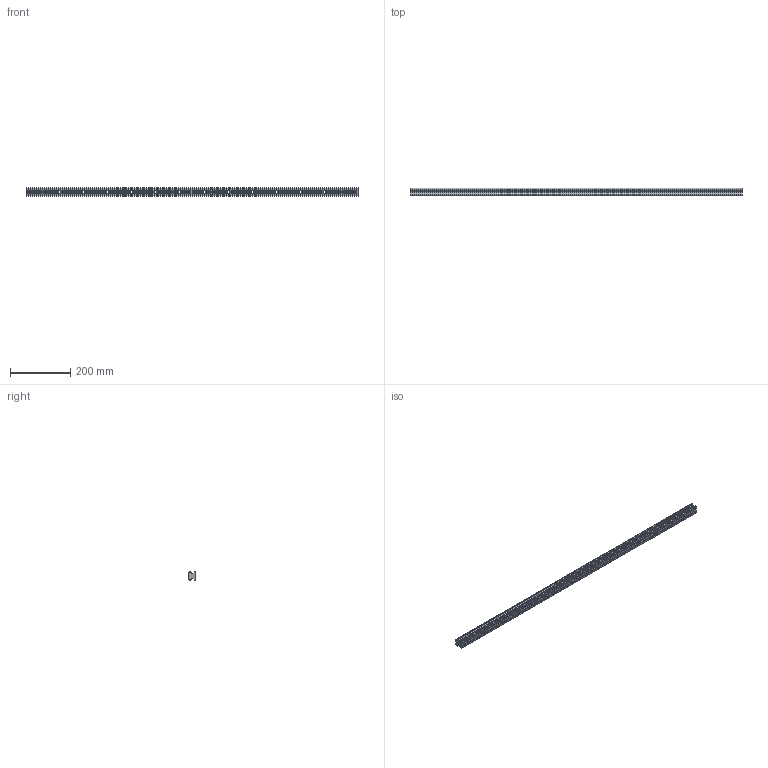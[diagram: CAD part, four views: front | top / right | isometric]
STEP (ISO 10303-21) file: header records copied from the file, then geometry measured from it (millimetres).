
FILE_DESCRIPTION(/* description */ ('HG Rail-'),/* implementation_level */ '2;1');
FILE_NAME(/* name */ 'ray truot.stp',/* time_stamp */ '2023-09-10T11:08:57+07:00',/* author */ ('ACER'),/* organization */ ('AKD'),/* preprocessor_version */ 'ST-DEVELOPER v19',/* originating_system */ 'Autodesk Inventor 2023',/* authorisation */ '');
FILE_SCHEMA (('AUTOMOTIVE_DESIGN { 1 0 10303 214 3 1 1 }'));
Length unit declared in the file: millimetre
Products named in the file (1): HG30R146.8C1CE2-E1=8.7_rail
Bounding box: 1100 x 26 x 28 mm (x, y, z)
Volume: 635830.3 mm3; surface area: 133143.1 mm2
Topology: 1 solids, 1 shells, 118 faces, 348 edges, 232 vertices
Faces by surface type: plane 86, cylinder 32
Full cylindrical faces by diameter (mm): 9 x14, 14 x14
Entity records: 4127 total; most frequent: DIRECTION 762, CARTESIAN_POINT 699, ORIENTED_EDGE 696, EDGE_CURVE 348, AXIS2_PLACEMENT_3D 295, VERTEX_POINT 232, LINE 172, VECTOR 172
